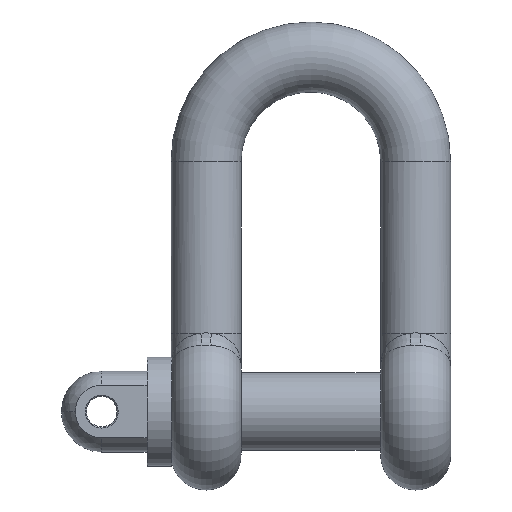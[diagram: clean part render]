
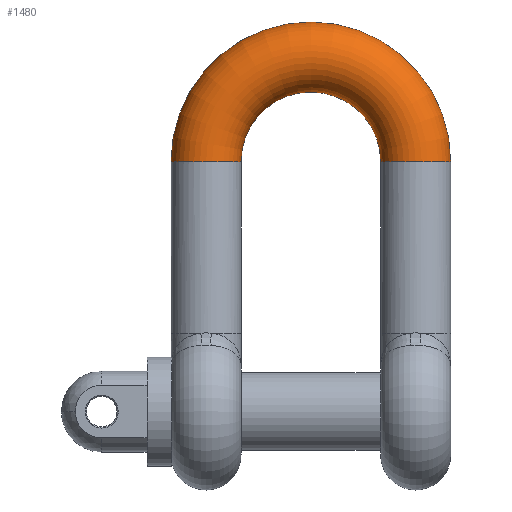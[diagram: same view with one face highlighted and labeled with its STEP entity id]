
A CAD part, top view. The second image highlights one B-rep face of the part: STEP entity #1480.
In plain terms, the highlighted toroidal (fillet/blend) face has major radius 42.8 mm and minor radius 14.3 mm.
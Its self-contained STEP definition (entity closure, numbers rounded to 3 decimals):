
#9 = EDGE_CURVE ( 'NONE', #49, #14, #2718, .T. ) ;
#14 = VERTEX_POINT ( 'NONE', #2056 ) ;
#49 = VERTEX_POINT ( 'NONE', #1920 ) ;
#70 = CARTESIAN_POINT ( 'NONE',  ( 57.1, 102., 0. ) ) ;
#280 = DIRECTION ( 'NONE',  ( 0., 0., 1. ) ) ;
#282 = ORIENTED_EDGE ( 'NONE', *, *, #1387, .F. ) ;
#285 = ORIENTED_EDGE ( 'NONE', *, *, #9, .T. ) ;
#290 = ORIENTED_EDGE ( 'NONE', *, *, #1427, .T. ) ;
#293 = ORIENTED_EDGE ( 'NONE', *, *, #1148, .F. ) ;
#389 = CARTESIAN_POINT ( 'NONE',  ( 0., 102., 0. ) ) ;
#439 = VERTEX_POINT ( 'NONE', #70 ) ;
#669 = FACE_OUTER_BOUND ( 'NONE', #2119, .T. ) ;
#689 = AXIS2_PLACEMENT_3D ( 'NONE', #389, #1458, #2250 ) ;
#695 = TOROIDAL_SURFACE ( 'NONE', #689, 42.8, 14.3 ) ;
#817 = AXIS2_PLACEMENT_3D ( 'NONE', #2717, #932, #1843 ) ;
#864 = CIRCLE ( 'NONE', #817, 28.5 ) ;
#868 = AXIS2_PLACEMENT_3D ( 'NONE', #2140, #2786, #1087 ) ;
#873 = CIRCLE ( 'NONE', #868, 57.1 ) ;
#932 = DIRECTION ( 'NONE',  ( 0., 0., -1. ) ) ;
#965 = VERTEX_POINT ( 'NONE', #2695 ) ;
#1087 = DIRECTION ( 'NONE',  ( -1., 0., 0. ) ) ;
#1148 = EDGE_CURVE ( 'NONE', #439, #965, #1400, .T. ) ;
#1387 = EDGE_CURVE ( 'NONE', #49, #439, #873, .T. ) ;
#1397 = AXIS2_PLACEMENT_3D ( 'NONE', #1571, #2344, #280 ) ;
#1400 = CIRCLE ( 'NONE', #1397, 14.3 ) ;
#1427 = EDGE_CURVE ( 'NONE', #14, #965, #864, .T. ) ;
#1458 = DIRECTION ( 'NONE',  ( 0., 0., -1. ) ) ;
#1480 = ADVANCED_FACE ( 'NONE', ( #669 ), #695, .T. ) ;
#1571 = CARTESIAN_POINT ( 'NONE',  ( 42.8, 102., 0. ) ) ;
#1843 = DIRECTION ( 'NONE',  ( -1., 0., 0. ) ) ;
#1920 = CARTESIAN_POINT ( 'NONE',  ( -57.1, 102., 0. ) ) ;
#2056 = CARTESIAN_POINT ( 'NONE',  ( -28.5, 102., 0. ) ) ;
#2066 = DIRECTION ( 'NONE',  ( 0., 0., 1. ) ) ;
#2068 = DIRECTION ( 'NONE',  ( 0., 1., 0. ) ) ;
#2071 = CARTESIAN_POINT ( 'NONE',  ( -42.8, 102., 0. ) ) ;
#2119 = EDGE_LOOP ( 'NONE', ( #282, #285, #290, #293 ) ) ;
#2140 = CARTESIAN_POINT ( 'NONE',  ( 0., 102., 0. ) ) ;
#2250 = DIRECTION ( 'NONE',  ( -1., 0., 0. ) ) ;
#2344 = DIRECTION ( 'NONE',  ( 0., -1., 0. ) ) ;
#2695 = CARTESIAN_POINT ( 'NONE',  ( 28.5, 102., 0. ) ) ;
#2715 = AXIS2_PLACEMENT_3D ( 'NONE', #2071, #2068, #2066 ) ;
#2717 = CARTESIAN_POINT ( 'NONE',  ( 0., 102., 0. ) ) ;
#2718 = CIRCLE ( 'NONE', #2715, 14.3 ) ;
#2786 = DIRECTION ( 'NONE',  ( 0., 0., -1. ) ) ;
